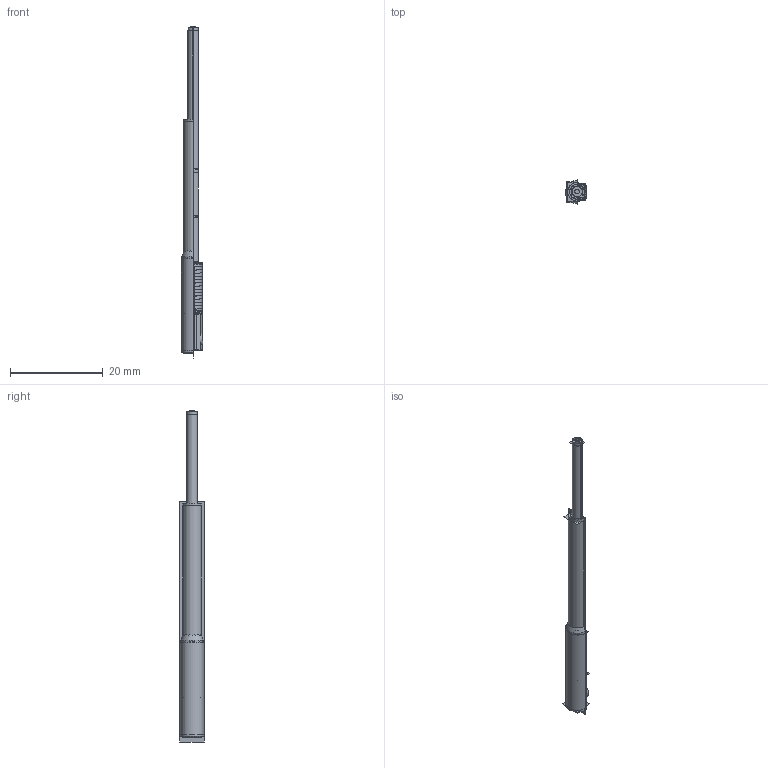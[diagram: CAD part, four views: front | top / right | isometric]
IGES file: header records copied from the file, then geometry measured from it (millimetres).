
Start section:  PTC IGES file: 166401.igs
Global section: file name: 166401.igs; native system: Creo Parametric by Parametric Technology Corporation; preprocessor: 2013230; author: pdmadmin; organization: Unknown; date: 20160203.172113; units: millimetre
Bounding box: 4.55 x 5.2 x 71.55 mm (x, y, z)
Volume: 427 mm3; surface area: 13687.5 mm2
Topology: 5 solids, 6 shells, 342 faces, 1806 edges, 2307 vertices
Faces by surface type: revolution 184, bspline 158
